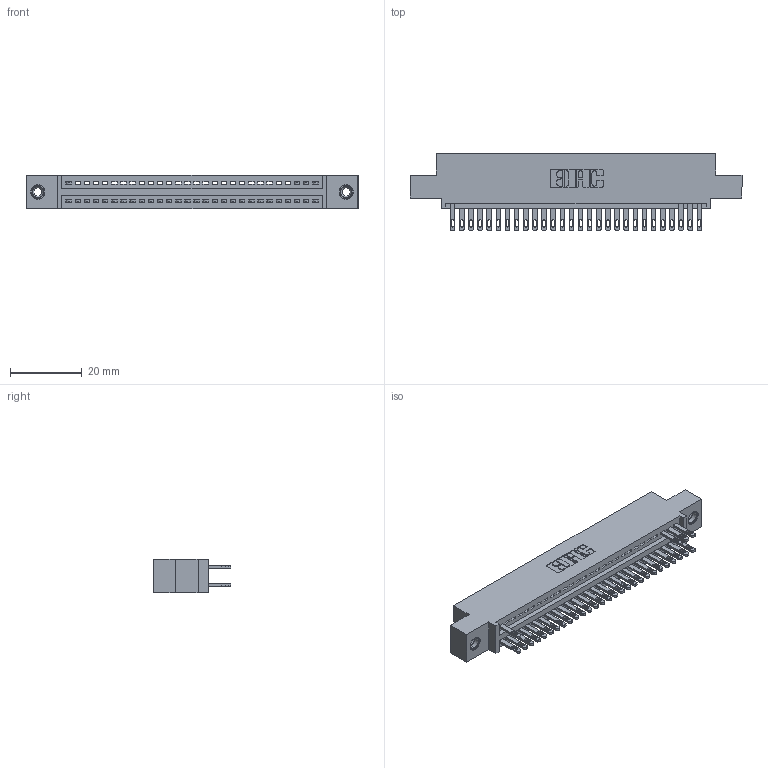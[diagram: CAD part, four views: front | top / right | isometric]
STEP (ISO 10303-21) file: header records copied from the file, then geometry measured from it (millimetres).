
FILE_DESCRIPTION (( 'STEP AP203' ), '1' );
FILE_NAME ('345-056-500-508.STEP', '2018-09-24T06:30:00', ( '' ), ( '' ), 'SwSTEP 2.0', 'SolidWorks 2016', '' );
FILE_SCHEMA (( 'CONFIG_CONTROL_DESIGN' ));
Length unit declared in the file: inch
Products named in the file (4): 345-056-500-508; 345 Part_0.110 Offset - 0.156 Dia-TI; 345-292-001_345-293-100; 345-250-001_345-250-003-102
Assembly tree (35 placements, depth 2):
  345-056-500-508
    345 Part_0.110 Offset - 0.156 Dia-TI
    345-292-001_345-293-100  x32
    345-250-001_345-250-003-102  x2
Bounding box: 92.33 x 21.51 x 9.4 mm (x, y, z)
Volume: 8640.5 mm3; surface area: 11708.4 mm2
Topology: 35 solids, 35 shells, 1854 faces, 5649 edges, 3758 vertices
Faces by surface type: plane 1148, cylinder 690, cone 12, torus 4
Entity records: 24334 total; most frequent: CARTESIAN_POINT 4179, ORIENTED_EDGE 4130, DIRECTION 3703, EDGE_CURVE 2065, VECTOR 1797, LINE 1797, VERTEX_POINT 1372, AXIS2_PLACEMENT_3D 953
